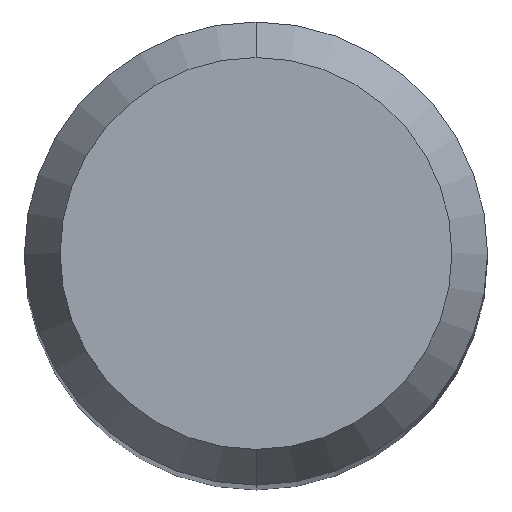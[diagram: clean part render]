
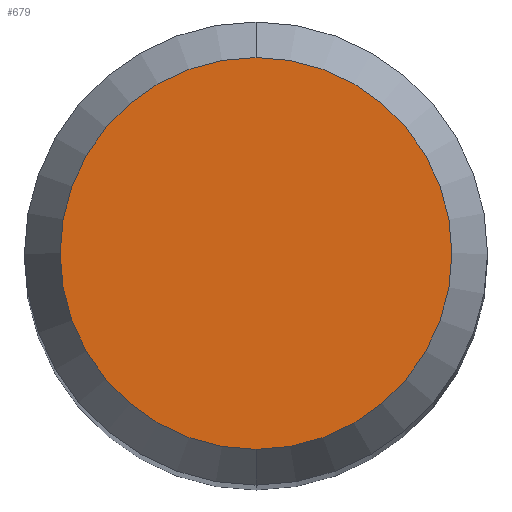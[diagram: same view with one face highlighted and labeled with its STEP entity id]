
A CAD part, top view. The second image highlights one B-rep face of the part: STEP entity #679.
In plain terms, the highlighted planar face has unit normal (0, 0, 1).
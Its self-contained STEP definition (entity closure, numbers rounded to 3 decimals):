
#569=VERTEX_POINT('',#1290);
#667=EDGE_CURVE('',#975,#569,#1398,.T.);
#679=ADVANCED_FACE('',(#1410),#1411,.T.);
#975=VERTEX_POINT('',#1736);
#979=EDGE_CURVE('',#569,#975,#1740,.T.);
#1290=CARTESIAN_POINT('',(0.0,2.538,0.0));
#1398=CIRCLE('',#3015,2.538);
#1410=FACE_OUTER_BOUND('',#3073,.T.);
#1411=PLANE('',#3074);
#1736=CARTESIAN_POINT('',(0.,-2.538,0.0));
#1740=CIRCLE('',#4839,2.538);
#3015=AXIS2_PLACEMENT_3D('',#5523,#5524,#5525);
#3073=EDGE_LOOP('',(#5528,#5529));
#3074=AXIS2_PLACEMENT_3D('',#5530,#5531,#5532);
#4839=AXIS2_PLACEMENT_3D('',#5891,#5892,#5893);
#5523=CARTESIAN_POINT('',(0.0,0.0,0.0));
#5524=DIRECTION('',(0.0,0.0,-1.0));
#5525=DIRECTION('',(0.0,1.0,0.0));
#5528=ORIENTED_EDGE('',*,*,#979,.F.);
#5529=ORIENTED_EDGE('',*,*,#667,.F.);
#5530=CARTESIAN_POINT('',(0.0,1.269,0.0));
#5531=DIRECTION('',(-0.0,0.0,1.0));
#5532=DIRECTION('',(0.0,-1.0,0.0));
#5891=CARTESIAN_POINT('',(0.0,0.0,0.0));
#5892=DIRECTION('',(0.0,0.0,-1.0));
#5893=DIRECTION('',(0.0,1.0,0.0));
